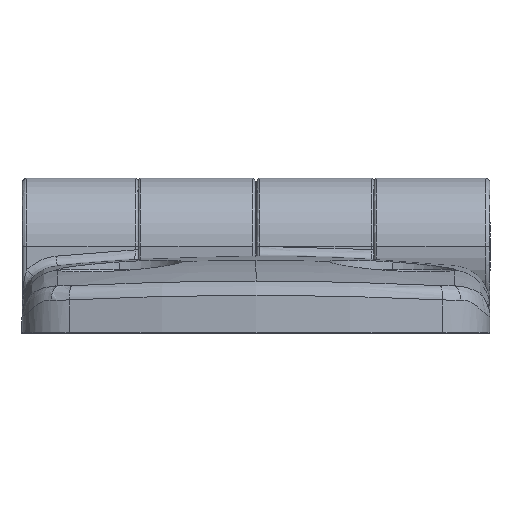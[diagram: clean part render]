
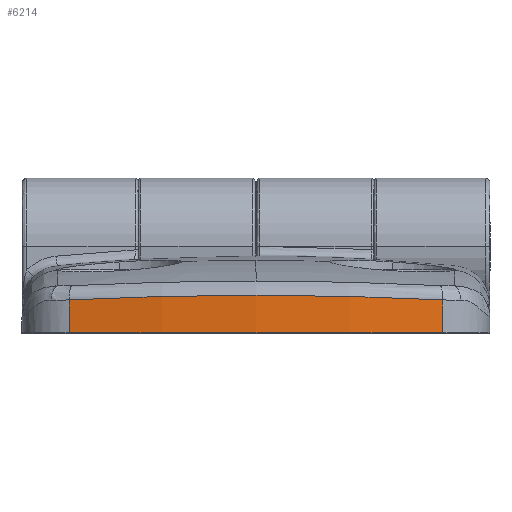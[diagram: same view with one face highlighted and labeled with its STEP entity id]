
A CAD part, top view. The second image highlights one B-rep face of the part: STEP entity #6214.
In plain terms, the highlighted cylindrical face has radius 100 mm (diameter 200 mm), a partial arc.
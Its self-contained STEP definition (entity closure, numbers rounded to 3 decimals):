
#154 = DIRECTION ( 'NONE',  ( 0., 0., -1. ) ) ;
#450 = FACE_OUTER_BOUND ( 'NONE', #5957, .T. ) ;
#617 = AXIS2_PLACEMENT_3D ( 'NONE', #5176, #7633, #154 ) ;
#650 = VERTEX_POINT ( 'NONE', #1763 ) ;
#665 = CARTESIAN_POINT ( 'NONE',  ( 19.149, 3.351, 36.65 ) ) ;
#842 = ORIENTED_EDGE ( 'NONE', *, *, #4172, .F. ) ;
#1085 = CARTESIAN_POINT ( 'NONE',  ( -19.149, 0., 36.649 ) ) ;
#1222 = LINE ( 'NONE', #5259, #1409 ) ;
#1330 = AXIS2_PLACEMENT_3D ( 'NONE', #7655, #4534, #1347 ) ;
#1347 = DIRECTION ( 'NONE',  ( 0., 0., -1. ) ) ;
#1409 = VECTOR ( 'NONE', #1989, 1000. ) ;
#1465 = CARTESIAN_POINT ( 'NONE',  ( -6.573, 3.818, 38.5 ) ) ;
#1714 = LINE ( 'NONE', #4849, #6261 ) ;
#1763 = CARTESIAN_POINT ( 'NONE',  ( 19.149, 3.351, 36.65 ) ) ;
#1907 = VERTEX_POINT ( 'NONE', #3842 ) ;
#1989 = DIRECTION ( 'NONE',  ( 0., 1., 0. ) ) ;
#2129 = CARTESIAN_POINT ( 'NONE',  ( -12.993, 3.663, 37.851 ) ) ;
#2962 = CARTESIAN_POINT ( 'NONE',  ( 0., 3.818, 38.5 ) ) ;
#3362 = CARTESIAN_POINT ( 'NONE',  ( 0., 3.818, 38.5 ) ) ;
#3485 = EDGE_CURVE ( 'NONE', #7370, #4231, #4217, .T. ) ;
#3787 = CARTESIAN_POINT ( 'NONE',  ( 6.572, 3.818, 38.5 ) ) ;
#3842 = CARTESIAN_POINT ( 'NONE',  ( -19.149, 3.351, 36.65 ) ) ;
#3871 = CARTESIAN_POINT ( 'NONE',  ( 0., 3.818, 38.5 ) ) ;
#3929 = CARTESIAN_POINT ( 'NONE',  ( -19.149, 3.351, 36.65 ) ) ;
#4168 = DIRECTION ( 'NONE',  ( 0., 1., 0. ) ) ;
#4172 = EDGE_CURVE ( 'NONE', #4231, #1907, #1714, .T. ) ;
#4217 = CIRCLE ( 'NONE', #617, 100. ) ;
#4231 = VERTEX_POINT ( 'NONE', #1085 ) ;
#4534 = DIRECTION ( 'NONE',  ( 0., -1., 0. ) ) ;
#4743 = EDGE_CURVE ( 'NONE', #7370, #650, #1222, .T. ) ;
#4799 = CARTESIAN_POINT ( 'NONE',  ( 19.149, 0., 36.649 ) ) ;
#4849 = CARTESIAN_POINT ( 'NONE',  ( -19.149, 15.9, 36.649 ) ) ;
#4873 = B_SPLINE_CURVE_WITH_KNOTS ( 'NONE', 3,
 ( #3362, #1465, #2129, #3929 ),
 .UNSPECIFIED., .F., .F.,
 ( 4, 4 ),
 ( 0., 1. ),
 .UNSPECIFIED. ) ;
#4875 = ORIENTED_EDGE ( 'NONE', *, *, #3485, .F. ) ;
#5176 = CARTESIAN_POINT ( 'NONE',  ( 0., 0., -61.5 ) ) ;
#5259 = CARTESIAN_POINT ( 'NONE',  ( 19.149, 7.9, 36.649 ) ) ;
#5750 = CARTESIAN_POINT ( 'NONE',  ( 12.992, 3.663, 37.851 ) ) ;
#5957 = EDGE_LOOP ( 'NONE', ( #7937, #6068, #842, #4875, #7384 ) ) ;
#6068 = ORIENTED_EDGE ( 'NONE', *, *, #6721, .T. ) ;
#6214 = ADVANCED_FACE ( 'NONE', ( #450 ), #7144, .T. ) ;
#6261 = VECTOR ( 'NONE', #4168, 1000. ) ;
#6579 = EDGE_CURVE ( 'NONE', #650, #7120, #7172, .T. ) ;
#6721 = EDGE_CURVE ( 'NONE', #7120, #1907, #4873, .T. ) ;
#7120 = VERTEX_POINT ( 'NONE', #2962 ) ;
#7144 = CYLINDRICAL_SURFACE ( 'NONE', #1330, 100. ) ;
#7172 = B_SPLINE_CURVE_WITH_KNOTS ( 'NONE', 3,
 ( #665, #5750, #3787, #3871 ),
 .UNSPECIFIED., .F., .F.,
 ( 4, 4 ),
 ( 0., 1. ),
 .UNSPECIFIED. ) ;
#7370 = VERTEX_POINT ( 'NONE', #4799 ) ;
#7384 = ORIENTED_EDGE ( 'NONE', *, *, #4743, .T. ) ;
#7633 = DIRECTION ( 'NONE',  ( 0., -1., 0. ) ) ;
#7655 = CARTESIAN_POINT ( 'NONE',  ( 0., 7.9, -61.5 ) ) ;
#7937 = ORIENTED_EDGE ( 'NONE', *, *, #6579, .T. ) ;
